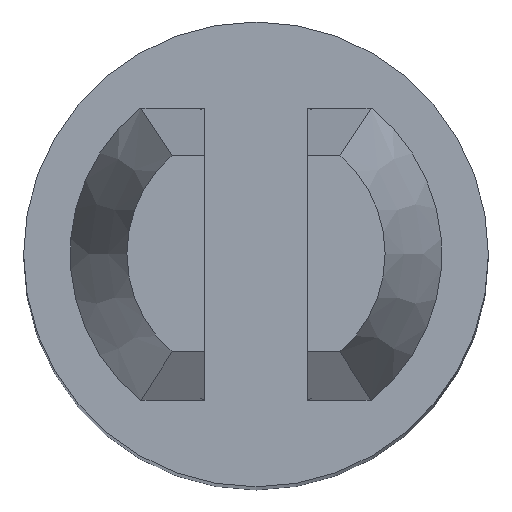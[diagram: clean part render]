
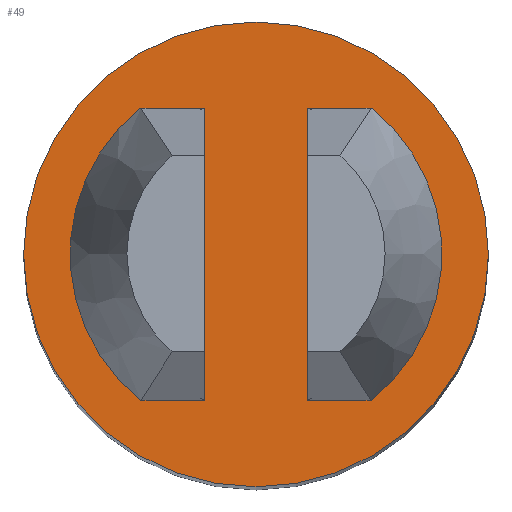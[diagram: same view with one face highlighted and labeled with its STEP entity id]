
A CAD part, top view. The second image highlights one B-rep face of the part: STEP entity #49.
In plain terms, the highlighted planar face has unit normal (0, 0, 1).
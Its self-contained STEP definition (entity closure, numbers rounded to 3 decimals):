
#49 = ADVANCED_FACE( '', ( #116, #117, #118 ), #119, .F. );
#116 = FACE_BOUND( '', #203, .T. );
#117 = FACE_BOUND( '', #204, .T. );
#118 = FACE_OUTER_BOUND( '', #205, .T. );
#119 = PLANE( '', #206 );
#203 = EDGE_LOOP( '', ( #284, #285 ) );
#204 = EDGE_LOOP( '', ( #286, #287 ) );
#205 = EDGE_LOOP( '', ( #288 ) );
#206 = AXIS2_PLACEMENT_3D( '', #289, #290, #291 );
#284 = ORIENTED_EDGE( '', *, *, #488, .T. );
#285 = ORIENTED_EDGE( '', *, *, #489, .T. );
#286 = ORIENTED_EDGE( '', *, *, #490, .T. );
#287 = ORIENTED_EDGE( '', *, *, #491, .F. );
#288 = ORIENTED_EDGE( '', *, *, #492, .F. );
#289 = CARTESIAN_POINT( '', ( -1.5, 0., 8.75 ) );
#290 = DIRECTION( '', ( 0., 0., -1. ) );
#291 = DIRECTION( '', ( -1., 0., 0. ) );
#488 = EDGE_CURVE( '', #565, #566, #567, .T. );
#489 = EDGE_CURVE( '', #566, #565, #568, .T. );
#490 = EDGE_CURVE( '', #569, #570, #571, .T. );
#491 = EDGE_CURVE( '', #569, #570, #572, .T. );
#492 = EDGE_CURVE( '', #573, #573, #574, .T. );
#565 = VERTEX_POINT( '', #676 );
#566 = VERTEX_POINT( '', #677 );
#567 = LINE( '', #678, #679 );
#568 = CIRCLE( '', #680, 1.5 );
#569 = VERTEX_POINT( '', #681 );
#570 = VERTEX_POINT( '', #682 );
#571 = CIRCLE( '', #683, 1.5 );
#572 = LINE( '', #684, #685 );
#573 = VERTEX_POINT( '', #686 );
#574 = CIRCLE( '', #687, 2.25 );
#676 = CARTESIAN_POINT( '', ( 0.5, -1.414, 8.75 ) );
#677 = CARTESIAN_POINT( '', ( 0.5, 1.414, 8.75 ) );
#678 = CARTESIAN_POINT( '', ( 0.5, -2.25, 8.75 ) );
#679 = VECTOR( '', #858, 1000. );
#680 = AXIS2_PLACEMENT_3D( '', #859, #860, #861 );
#681 = CARTESIAN_POINT( '', ( -0.5, -1.414, 8.75 ) );
#682 = CARTESIAN_POINT( '', ( -0.5, 1.414, 8.75 ) );
#683 = AXIS2_PLACEMENT_3D( '', #862, #863, #864 );
#684 = CARTESIAN_POINT( '', ( -0.5, -2.25, 8.75 ) );
#685 = VECTOR( '', #865, 1000. );
#686 = CARTESIAN_POINT( '', ( -2.25, 0., 8.75 ) );
#687 = AXIS2_PLACEMENT_3D( '', #866, #867, #868 );
#858 = DIRECTION( '', ( 0., 1., 0. ) );
#859 = CARTESIAN_POINT( '', ( 0., 0., 8.75 ) );
#860 = DIRECTION( '', ( 0., 0., -1. ) );
#861 = DIRECTION( '', ( -1., 0., 0. ) );
#862 = CARTESIAN_POINT( '', ( 0., 0., 8.75 ) );
#863 = DIRECTION( '', ( 0., 0., -1. ) );
#864 = DIRECTION( '', ( -1., 0., 0. ) );
#865 = DIRECTION( '', ( 0., 1., 0. ) );
#866 = CARTESIAN_POINT( '', ( 0., 0., 8.75 ) );
#867 = DIRECTION( '', ( 0., 0., -1. ) );
#868 = DIRECTION( '', ( -1., 0., 0. ) );
